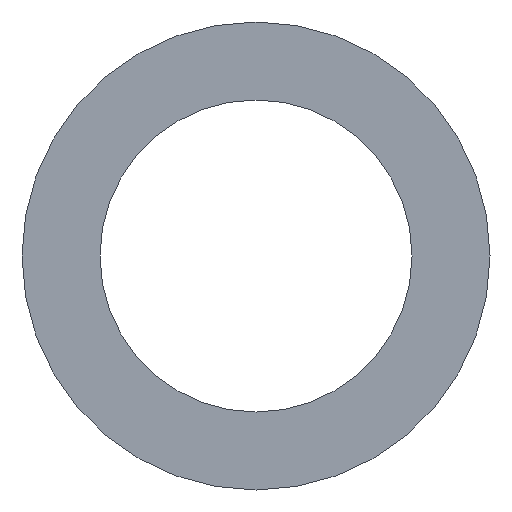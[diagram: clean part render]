
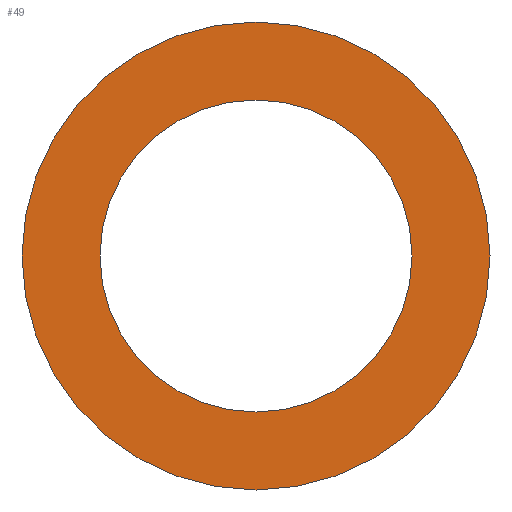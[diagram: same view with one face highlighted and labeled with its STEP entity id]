
A CAD part, front view. The second image highlights one B-rep face of the part: STEP entity #49.
In plain terms, the highlighted planar face has unit normal (0, -1, 0).
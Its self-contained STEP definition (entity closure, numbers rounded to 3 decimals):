
#2 = CIRCLE ( 'NONE', #247, 3. ) ;
#8 = CIRCLE ( 'NONE', #190, 2. ) ;
#18 = DIRECTION ( 'NONE',  ( 0., 0., 1. ) ) ;
#21 = EDGE_CURVE ( 'NONE', #227, #237, #151, .T. ) ;
#30 = VERTEX_POINT ( 'NONE', #171 ) ;
#41 = DIRECTION ( 'NONE',  ( 0., 1., 0. ) ) ;
#44 = EDGE_CURVE ( 'NONE', #30, #235, #173, .T. ) ;
#49 = ADVANCED_FACE ( 'NONE', ( #123, #75 ), #233, .F. ) ;
#50 = EDGE_CURVE ( 'NONE', #237, #227, #2, .T. ) ;
#55 = AXIS2_PLACEMENT_3D ( 'NONE', #78, #41, #150 ) ;
#56 = CARTESIAN_POINT ( 'NONE',  ( 0., 0., 0. ) ) ;
#61 = EDGE_CURVE ( 'NONE', #235, #30, #8, .T. ) ;
#63 = DIRECTION ( 'NONE',  ( 0., 1., 0. ) ) ;
#75 = FACE_BOUND ( 'NONE', #189, .T. ) ;
#78 = CARTESIAN_POINT ( 'NONE',  ( 0., 0., 0. ) ) ;
#83 = ORIENTED_EDGE ( 'NONE', *, *, #61, .T. ) ;
#93 = CARTESIAN_POINT ( 'NONE',  ( 0., 0., 0. ) ) ;
#94 = AXIS2_PLACEMENT_3D ( 'NONE', #93, #97, #135 ) ;
#96 = ORIENTED_EDGE ( 'NONE', *, *, #44, .T. ) ;
#97 = DIRECTION ( 'NONE',  ( 0., 1., 0. ) ) ;
#99 = ORIENTED_EDGE ( 'NONE', *, *, #50, .F. ) ;
#117 = AXIS2_PLACEMENT_3D ( 'NONE', #56, #249, #18 ) ;
#119 = DIRECTION ( 'NONE',  ( 0., 1., 0. ) ) ;
#123 = FACE_OUTER_BOUND ( 'NONE', #161, .T. ) ;
#135 = DIRECTION ( 'NONE',  ( 0., 0., 1. ) ) ;
#140 = CARTESIAN_POINT ( 'NONE',  ( 0., 0., 0. ) ) ;
#150 = DIRECTION ( 'NONE',  ( 0., 0., 1. ) ) ;
#151 = CIRCLE ( 'NONE', #94, 3. ) ;
#153 = ORIENTED_EDGE ( 'NONE', *, *, #21, .F. ) ;
#156 = DIRECTION ( 'NONE',  ( 0., 0., 1. ) ) ;
#161 = EDGE_LOOP ( 'NONE', ( #153, #99 ) ) ;
#163 = CARTESIAN_POINT ( 'NONE',  ( 0., 0., 3. ) ) ;
#171 = CARTESIAN_POINT ( 'NONE',  ( 0., 0., 2. ) ) ;
#173 = CIRCLE ( 'NONE', #55, 2. ) ;
#189 = EDGE_LOOP ( 'NONE', ( #83, #96 ) ) ;
#190 = AXIS2_PLACEMENT_3D ( 'NONE', #140, #63, #191 ) ;
#191 = DIRECTION ( 'NONE',  ( 0., 0., 1. ) ) ;
#199 = CARTESIAN_POINT ( 'NONE',  ( 0., 0., -3. ) ) ;
#213 = CARTESIAN_POINT ( 'NONE',  ( 0., 0., 0. ) ) ;
#220 = CARTESIAN_POINT ( 'NONE',  ( 0., 0., -2. ) ) ;
#227 = VERTEX_POINT ( 'NONE', #199 ) ;
#233 = PLANE ( 'NONE',  #117 ) ;
#235 = VERTEX_POINT ( 'NONE', #220 ) ;
#237 = VERTEX_POINT ( 'NONE', #163 ) ;
#247 = AXIS2_PLACEMENT_3D ( 'NONE', #213, #119, #156 ) ;
#249 = DIRECTION ( 'NONE',  ( 0., 1., 0. ) ) ;
